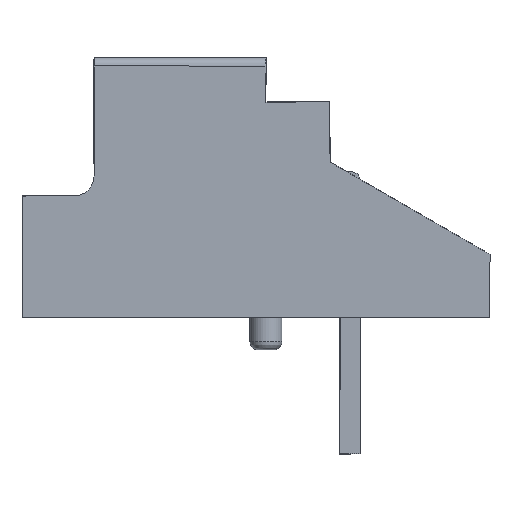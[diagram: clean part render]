
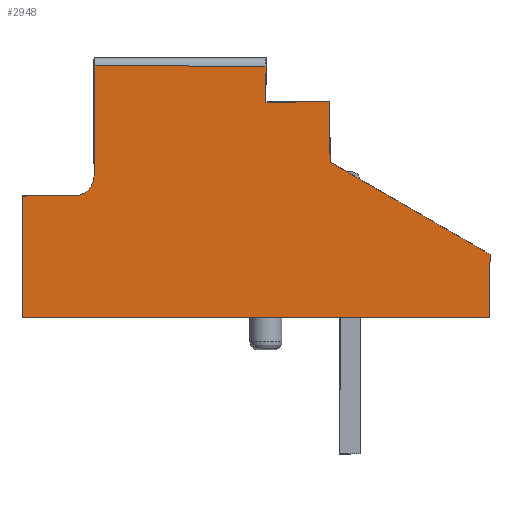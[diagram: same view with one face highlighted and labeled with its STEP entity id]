
A CAD part, left-side view. The second image highlights one B-rep face of the part: STEP entity #2948.
In plain terms, the highlighted face is planar.
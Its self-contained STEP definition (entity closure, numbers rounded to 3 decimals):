
#160=CIRCLE('',#3143,0.5);
#325=FACE_OUTER_BOUND('',#495,.T.);
#495=EDGE_LOOP('',(#2392,#2393,#2394,#2395,#2396,#2397,#2398,#2399,#2400,
#2401,#2402));
#761=LINE('',#4525,#1104);
#764=LINE('',#4537,#1107);
#775=LINE('',#4647,#1118);
#776=LINE('',#4650,#1119);
#777=LINE('',#4652,#1120);
#778=LINE('',#4654,#1121);
#779=LINE('',#4656,#1122);
#780=LINE('',#4658,#1123);
#781=LINE('',#4660,#1124);
#782=LINE('',#4661,#1125);
#1104=VECTOR('',#3705,1.3);
#1107=VECTOR('',#3716,2.75);
#1118=VECTOR('',#3763,4.3);
#1119=VECTOR('',#3766,3.05);
#1120=VECTOR('',#3767,11.7);
#1121=VECTOR('',#3768,1.591);
#1122=VECTOR('',#3769,4.619);
#1123=VECTOR('',#3770,1.5);
#1124=VECTOR('',#3771,1.6);
#1125=VECTOR('',#3772,0.9);
#1385=VERTEX_POINT('',#4515);
#1386=VERTEX_POINT('',#4517);
#1388=VERTEX_POINT('',#4523);
#1393=VERTEX_POINT('',#4536);
#1413=VERTEX_POINT('',#4643);
#1415=VERTEX_POINT('',#4649);
#1416=VERTEX_POINT('',#4651);
#1417=VERTEX_POINT('',#4653);
#1418=VERTEX_POINT('',#4655);
#1419=VERTEX_POINT('',#4657);
#1420=VERTEX_POINT('',#4659);
#1725=EDGE_CURVE('',#1385,#1386,#160,.T.);
#1729=EDGE_CURVE('',#1388,#1385,#761,.T.);
#1734=EDGE_CURVE('',#1386,#1393,#764,.T.);
#1760=EDGE_CURVE('',#1393,#1413,#775,.T.);
#1761=EDGE_CURVE('',#1415,#1388,#776,.T.);
#1762=EDGE_CURVE('',#1416,#1415,#777,.T.);
#1763=EDGE_CURVE('',#1417,#1416,#778,.T.);
#1764=EDGE_CURVE('',#1418,#1417,#779,.T.);
#1765=EDGE_CURVE('',#1419,#1418,#780,.T.);
#1766=EDGE_CURVE('',#1420,#1419,#781,.T.);
#1767=EDGE_CURVE('',#1413,#1420,#782,.T.);
#2392=ORIENTED_EDGE('',*,*,#1760,.F.);
#2393=ORIENTED_EDGE('',*,*,#1734,.F.);
#2394=ORIENTED_EDGE('',*,*,#1725,.F.);
#2395=ORIENTED_EDGE('',*,*,#1729,.F.);
#2396=ORIENTED_EDGE('',*,*,#1761,.F.);
#2397=ORIENTED_EDGE('',*,*,#1762,.F.);
#2398=ORIENTED_EDGE('',*,*,#1763,.F.);
#2399=ORIENTED_EDGE('',*,*,#1764,.F.);
#2400=ORIENTED_EDGE('',*,*,#1765,.F.);
#2401=ORIENTED_EDGE('',*,*,#1766,.F.);
#2402=ORIENTED_EDGE('',*,*,#1767,.F.);
#2788=PLANE('',#3167);
#2948=ADVANCED_FACE('',(#325),#2788,.F.);
#3143=AXIS2_PLACEMENT_3D('',#4518,#3698,#3699);
#3167=AXIS2_PLACEMENT_3D('',#4648,#3764,#3765);
#3698=DIRECTION('center_axis',(1.,0.,0.));
#3699=DIRECTION('ref_axis',(0.,-0.707,-0.707));
#3705=DIRECTION('',(0.,0.,-1.));
#3716=DIRECTION('',(0.,1.,0.));
#3763=DIRECTION('',(0.,0.,-1.));
#3764=DIRECTION('center_axis',(-1.,0.,0.));
#3765=DIRECTION('ref_axis',(0.,-1.,0.));
#3766=DIRECTION('',(0.,1.,0.));
#3767=DIRECTION('',(0.,0.,1.));
#3768=DIRECTION('',(0.,-1.,0.));
#3769=DIRECTION('',(0.,-0.5,-0.866));
#3770=DIRECTION('',(0.,-1.,0.));
#3771=DIRECTION('',(0.,0.,-1.));
#3772=DIRECTION('',(0.,-1.,0.));
#4515=CARTESIAN_POINT('',(0.,3.05,-1.3));
#4517=CARTESIAN_POINT('',(0.,3.55,-1.8));
#4518=CARTESIAN_POINT('Origin',(0.,3.55,-1.3));
#4523=CARTESIAN_POINT('',(0.,3.05,0.));
#4525=CARTESIAN_POINT('',(0.,3.05,0.));
#4536=CARTESIAN_POINT('',(0.,6.3,-1.8));
#4537=CARTESIAN_POINT('',(0.,3.05,-1.8));
#4643=CARTESIAN_POINT('',(0.,6.3,-6.1));
#4647=CARTESIAN_POINT('',(0.,6.3,-0.9));
#4648=CARTESIAN_POINT('Origin',(0.,0.,0.));
#4649=CARTESIAN_POINT('',(0.,0.,0.));
#4650=CARTESIAN_POINT('',(0.,0.,0.));
#4651=CARTESIAN_POINT('',(0.,0.,-11.7));
#4652=CARTESIAN_POINT('',(0.,0.,0.));
#4653=CARTESIAN_POINT('',(0.,1.591,-11.7));
#4654=CARTESIAN_POINT('',(0.,3.9,-11.7));
#4655=CARTESIAN_POINT('',(0.,3.9,-7.7));
#4656=CARTESIAN_POINT('',(0.,3.9,-7.7));
#4657=CARTESIAN_POINT('',(0.,5.4,-7.7));
#4658=CARTESIAN_POINT('',(0.,5.4,-7.7));
#4659=CARTESIAN_POINT('',(0.,5.4,-6.1));
#4660=CARTESIAN_POINT('',(0.,5.4,-6.1));
#4661=CARTESIAN_POINT('',(0.,5.4,-6.1));
